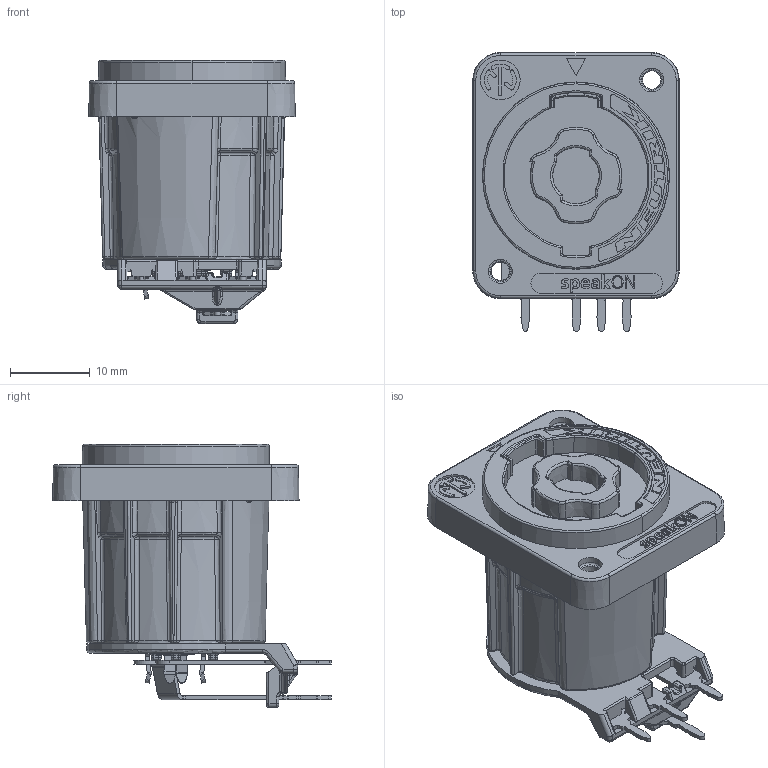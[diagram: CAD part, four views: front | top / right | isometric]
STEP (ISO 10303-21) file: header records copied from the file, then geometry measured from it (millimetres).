
FILE_DESCRIPTION((''),'2;1');
FILE_NAME('30010182','2023-07-19T10:58:01',('SYSTEM'),(''),'CREO PARAMETRIC BY PTC INC, 2021184','CREO PARAMETRIC BY PTC INC, 2021184','');
FILE_SCHEMA(('CONFIG_CONTROL_DESIGN'));
Products named in the file (1): 30010182
Bounding box: 25.9 x 34.95 x 33 mm (x, y, z)
Volume: 10822.4 mm3; surface area: 6071.5 mm2
Topology: 1 solids, 7 shells, 1717 faces, 4209 edges, 2546 vertices
Faces by surface type: plane 536, cylinder 429, bspline 301, extrusion 182, torus 91, sphere 90, cone 88
Entity records: 67075 total; most frequent: CARTESIAN_POINT 29483, ORIENTED_EDGE 8412, DIRECTION 6788, EDGE_CURVE 4206, VERTEX_POINT 2546, AXIS2_PLACEMENT_3D 2338, VECTOR 2112, LINE 1930
